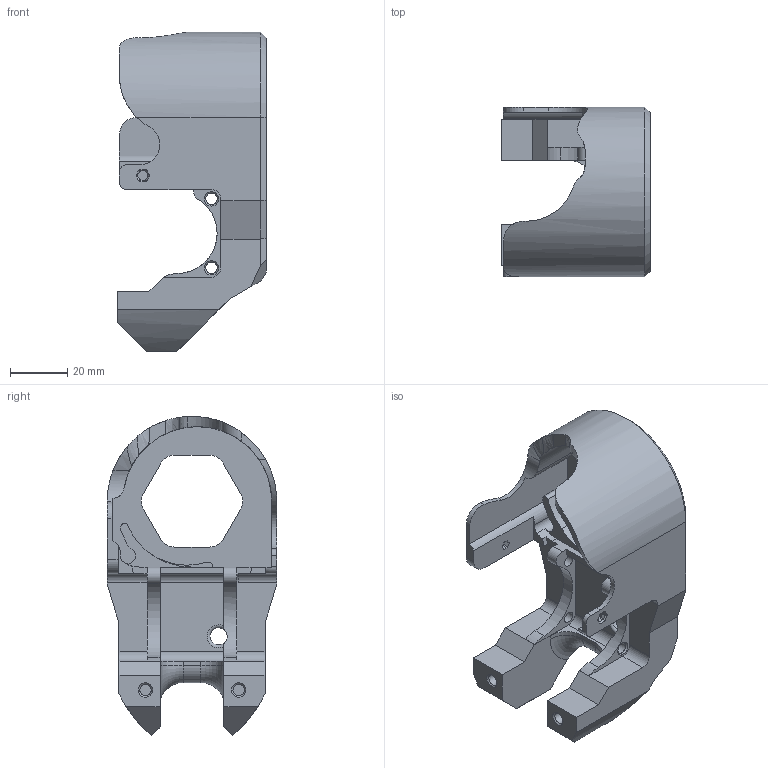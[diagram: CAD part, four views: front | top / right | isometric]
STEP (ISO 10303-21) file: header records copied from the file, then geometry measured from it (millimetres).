
FILE_DESCRIPTION(/* description */ (''),/* implementation_level */ '2;1');
FILE_NAME(/* name */ 'Main Shroud.step',/* time_stamp */ '2024-11-15T01:53:32+02:00',/* author */ (''),/* organization */ (''),/* preprocessor_version */ 'ST-DEVELOPER v20',/* originating_system */ 'Autodesk Translation Framework v13.20.0.188',/* authorisation */ '');
FILE_SCHEMA (('AUTOMOTIVE_DESIGN { 1 0 10303 214 3 1 1 }'));
Length unit declared in the file: millimetre
Products named in the file (1): Main Shroud
Bounding box: 51.74 x 59 x 111.15 mm (x, y, z)
Volume: 53507.5 mm3; surface area: 34569.7 mm2
Topology: 1 solids, 1 shells, 340 faces, 966 edges, 624 vertices
Faces by surface type: plane 168, cylinder 106, bspline 37, cone 25, torus 4
Full cylindrical faces by diameter (mm): 4 x9, 6 x1
Entity records: 12813 total; most frequent: CARTESIAN_POINT 4195, ORIENTED_EDGE 1932, DIRECTION 1615, EDGE_CURVE 966, VERTEX_POINT 624, AXIS2_PLACEMENT_3D 548, LINE 519, VECTOR 519
